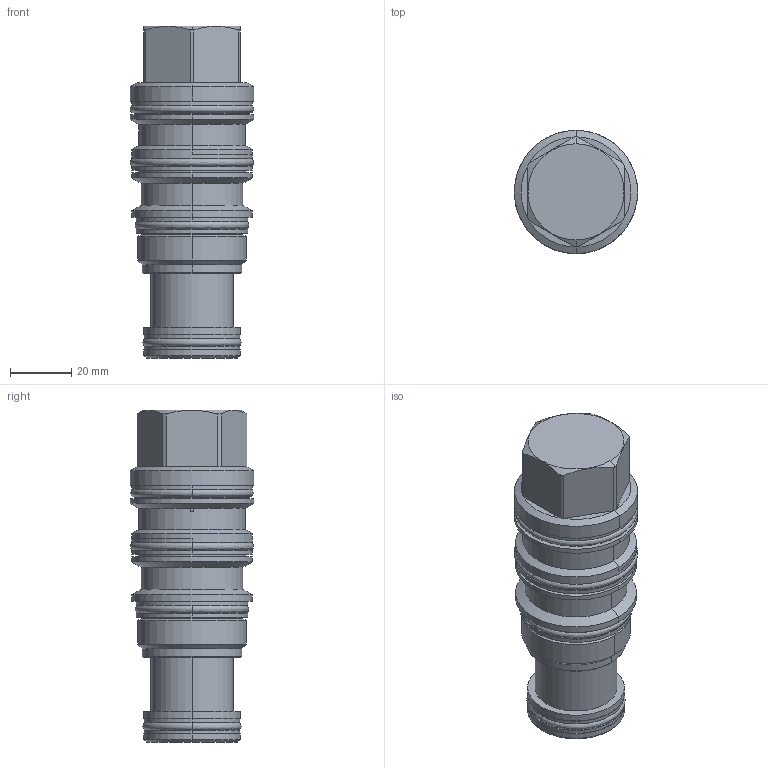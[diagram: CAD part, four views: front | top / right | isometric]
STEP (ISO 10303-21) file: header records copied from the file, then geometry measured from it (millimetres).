
FILE_DESCRIPTION((''),'2;1');
FILE_NAME('FVEA-XAN_PRT','2008-01-29T',('Administrator'),(''),'PRO/ENGINEER BY PARAMETRIC TECHNOLOGY CORPORATION, 2006240','PRO/ENGINEER BY PARAMETRIC TECHNOLOGY CORPORATION, 2006240','');
FILE_SCHEMA(('CONFIG_CONTROL_DESIGN'));
Length unit declared in the file: inch
Products named in the file (1): FVEA-XAN_PRT
Bounding box: 40.39 x 40.39 x 108.72 mm (x, y, z)
Volume: 100117.2 mm3; surface area: 21768.9 mm2
Topology: 4 solids, 5 shells, 160 faces, 344 edges, 205 vertices
Faces by surface type: cylinder 66, plane 34, torus 24, cone 22, revolution 14
Entity records: 5163 total; most frequent: CARTESIAN_POINT 1543, DIRECTION 822, ORIENTED_EDGE 688, AXIS2_PLACEMENT_3D 353, EDGE_CURVE 344, CIRCLE 207, VERTEX_POINT 205, EDGE_LOOP 179
